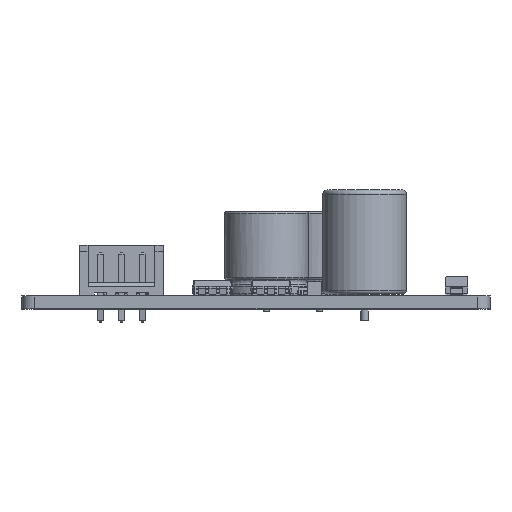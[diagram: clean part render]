
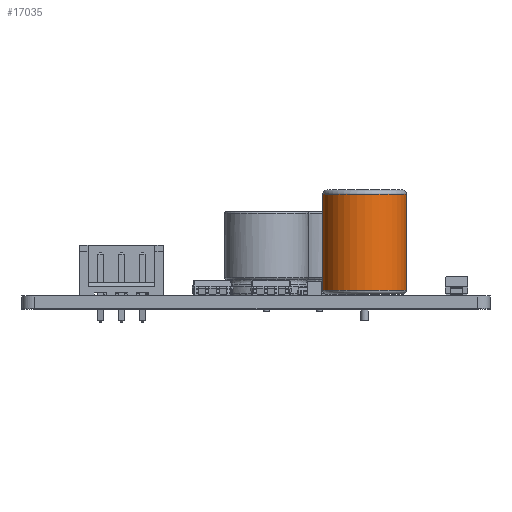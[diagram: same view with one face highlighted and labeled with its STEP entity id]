
A CAD part, left-side view. The second image highlights one B-rep face of the part: STEP entity #17035.
In plain terms, the highlighted cylindrical face has radius 5 mm (diameter 10 mm), a full revolution.
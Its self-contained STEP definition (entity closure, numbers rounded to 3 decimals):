
#17035 = ADVANCED_FACE('',(#17036),#17063,.T.);
#17036 = FACE_BOUND('',#17037,.T.);
#17037 = EDGE_LOOP('',(#17038,#17047,#17055,#17062));
#17038 = ORIENTED_EDGE('',*,*,#17039,.T.);
#17039 = EDGE_CURVE('',#17040,#17040,#17042,.T.);
#17040 = VERTEX_POINT('',#17041);
#17041 = CARTESIAN_POINT('',(7.5,0.,0.6));
#17042 = CIRCLE('',#17043,5.);
#17043 = AXIS2_PLACEMENT_3D('',#17044,#17045,#17046);
#17044 = CARTESIAN_POINT('',(2.5,0.,0.6));
#17045 = DIRECTION('',(0.,0.,1.));
#17046 = DIRECTION('',(1.,0.,-0.));
#17047 = ORIENTED_EDGE('',*,*,#17048,.T.);
#17048 = EDGE_CURVE('',#17040,#17049,#17051,.T.);
#17049 = VERTEX_POINT('',#17050);
#17050 = CARTESIAN_POINT('',(7.5,0.,12.1));
#17051 = LINE('',#17052,#17053);
#17052 = CARTESIAN_POINT('',(7.5,0.,0.1));
#17053 = VECTOR('',#17054,1.);
#17054 = DIRECTION('',(0.,0.,1.));
#17055 = ORIENTED_EDGE('',*,*,#17056,.F.);
#17056 = EDGE_CURVE('',#17049,#17049,#17057,.T.);
#17057 = CIRCLE('',#17058,5.);
#17058 = AXIS2_PLACEMENT_3D('',#17059,#17060,#17061);
#17059 = CARTESIAN_POINT('',(2.5,0.,12.1));
#17060 = DIRECTION('',(0.,0.,1.));
#17061 = DIRECTION('',(1.,0.,-0.));
#17062 = ORIENTED_EDGE('',*,*,#17048,.F.);
#17063 = CYLINDRICAL_SURFACE('',#17064,5.);
#17064 = AXIS2_PLACEMENT_3D('',#17065,#17066,#17067);
#17065 = CARTESIAN_POINT('',(2.5,0.,0.1));
#17066 = DIRECTION('',(-0.,-0.,-1.));
#17067 = DIRECTION('',(1.,0.,0.));
